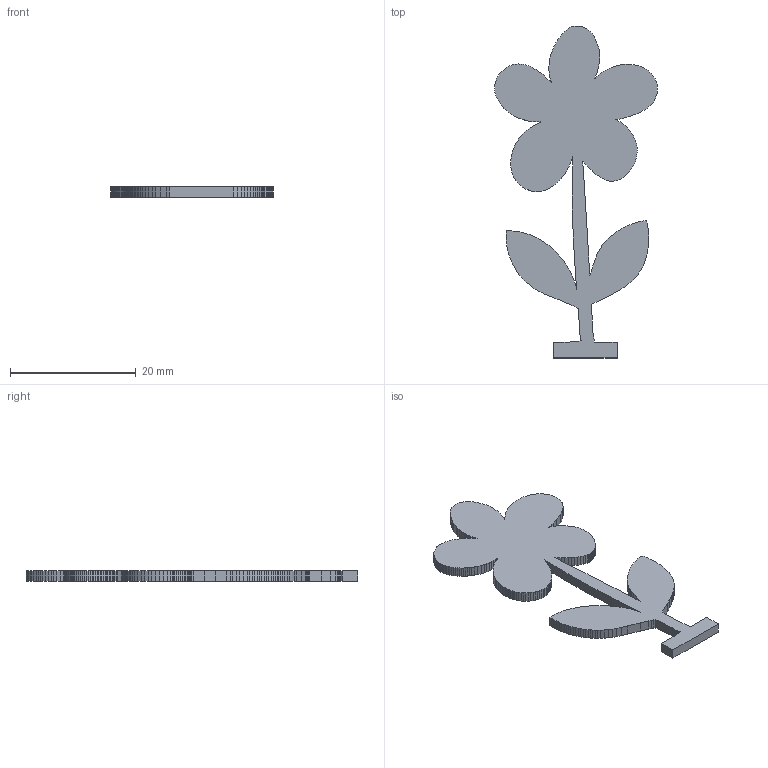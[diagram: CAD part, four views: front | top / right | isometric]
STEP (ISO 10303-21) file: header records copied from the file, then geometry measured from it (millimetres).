
FILE_DESCRIPTION(('KiCad electronic assembly'),'2;1');
FILE_NAME('kicadBoard.step','2022-11-02T15:44:47',('Pcbnew'),('Kicad'), 'Open CASCADE STEP processor 7.6','KiCad to STEP converter','Unknown' );
FILE_SCHEMA(('AUTOMOTIVE_DESIGN { 1 0 10303 214 1 1 1 1 }'));
Length unit declared in the file: millimetre
Products named in the file (2): kicadBoard 1; _autosave-kicadBoard PCB
Assembly tree (1 placements, depth 2):
  kicadBoard 1
    _autosave-kicadBoard PCB
Bounding box: 25.88 x 52.79 x 1.6 mm (x, y, z)
Volume: 1034.6 mm3; surface area: 1689.7 mm2
Topology: 1 solids, 1 shells, 443 faces, 1323 edges, 882 vertices
Faces by surface type: plane 443
Entity records: 31823 total; most frequent: CARTESIAN_POINT 5296, DIRECTION 4859, LINE 3969, VECTOR 3969, ORIENTED_EDGE 2646, PCURVE 2646, DEFINITIONAL_REPRESENTATION 2646, EDGE_CURVE 1323
